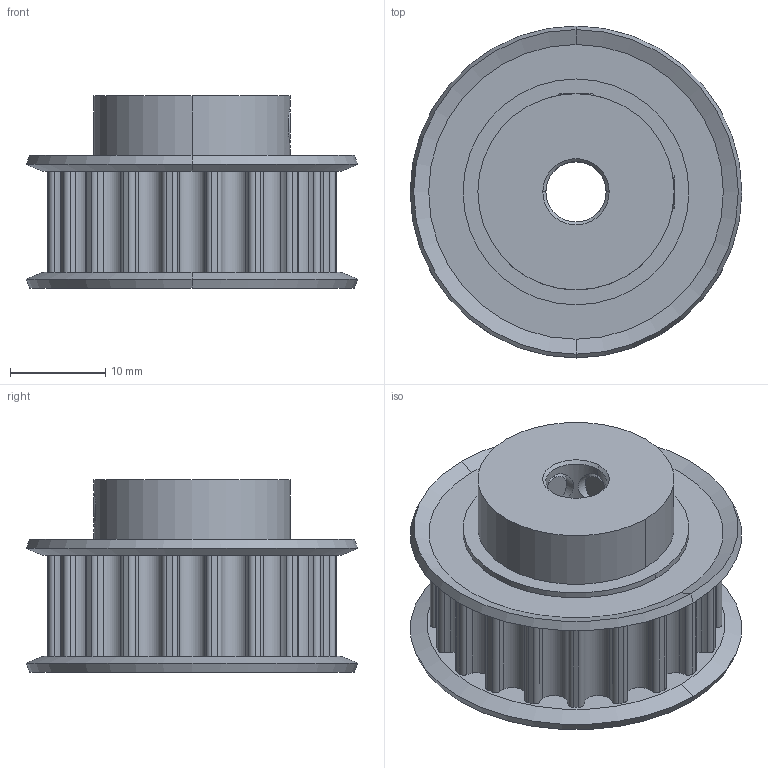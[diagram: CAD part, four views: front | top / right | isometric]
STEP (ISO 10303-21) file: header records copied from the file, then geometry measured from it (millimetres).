
FILE_DESCRIPTION((''),'2;1');
FILE_NAME('9','2024-11-13T03:31:39',('Administrator'),(''),'CREO PARAMETRIC BY PTC INC, 2020414','CREO PARAMETRIC BY PTC INC, 2020414','');
FILE_SCHEMA(('AUTOMOTIVE_DESIGN { 1 0 10303 214 1 1 1 1 }'));
Length unit declared in the file: inch
Products named in the file (1): 9
Bounding box: 34.92 x 34.92 x 20.24 mm (x, y, z)
Volume: 10744.2 mm3; surface area: 5090.9 mm2
Topology: 1 solids, 1 shells, 185 faces, 501 edges, 330 vertices
Faces by surface type: cylinder 136, plane 25, cone 24
Entity records: 6263 total; most frequent: DIRECTION 1157, CARTESIAN_POINT 1145, ORIENTED_EDGE 996, EDGE_CURVE 498, AXIS2_PLACEMENT_3D 478, VERTEX_POINT 324, CIRCLE 292, VECTOR 201
